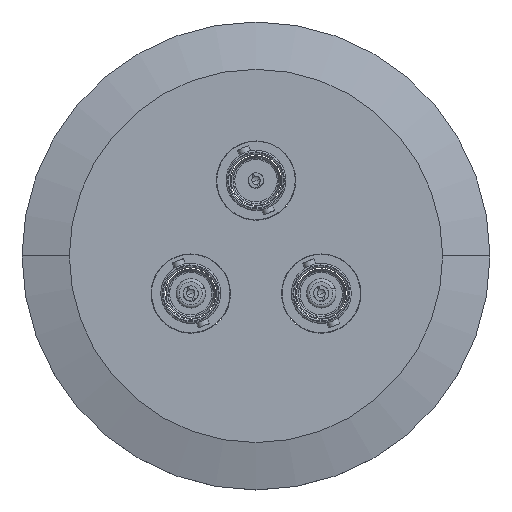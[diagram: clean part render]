
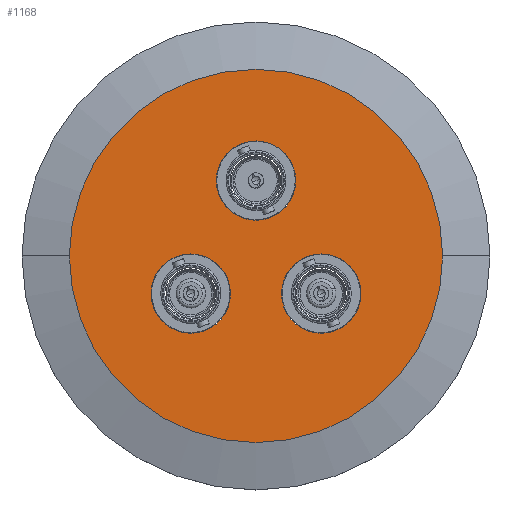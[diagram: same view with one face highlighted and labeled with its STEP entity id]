
A CAD part, top view. The second image highlights one B-rep face of the part: STEP entity #1168.
In plain terms, the highlighted planar face has unit normal (0, 0, 1).
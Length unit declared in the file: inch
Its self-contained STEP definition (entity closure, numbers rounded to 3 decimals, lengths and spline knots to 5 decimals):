
#204 = CARTESIAN_POINT ( 'NONE',  ( 0., 0., 0.1 ) ) ;
#205 = DIRECTION ( 'NONE',  ( 0., 0., -1. ) ) ;
#206 = DIRECTION ( 'NONE',  ( -1., 0., 0. ) ) ;
#429 = EDGE_CURVE ( 'NONE', #2567, #4712, #3566, .T. ) ;
#437 = EDGE_CURVE ( 'NONE', #2646, #4664, #3586, .T. ) ;
#447 = EDGE_CURVE ( 'NONE', #4543, #2714, #3575, .T. ) ;
#451 = EDGE_CURVE ( 'NONE', #2601, #2615, #3533, .T. ) ;
#452 = EDGE_CURVE ( 'NONE', #2714, #4543, #3513, .T. ) ;
#458 = EDGE_CURVE ( 'NONE', #4664, #2646, #3502, .T. ) ;
#465 = EDGE_CURVE ( 'NONE', #4712, #2567, #3583, .T. ) ;
#717 = CARTESIAN_POINT ( 'NONE',  ( 0., 0.475, 0.1 ) ) ;
#718 = DIRECTION ( 'NONE',  ( 0., 0., -1. ) ) ;
#719 = DIRECTION ( 'NONE',  ( -1., 0., 0. ) ) ;
#727 = CARTESIAN_POINT ( 'NONE',  ( 0., 0., 0.1 ) ) ;
#728 = DIRECTION ( 'NONE',  ( 0., 0., -1. ) ) ;
#729 = DIRECTION ( 'NONE',  ( -1., 0., 0. ) ) ;
#730 = CARTESIAN_POINT ( 'NONE',  ( 0., 0.475, 0.1 ) ) ;
#731 = DIRECTION ( 'NONE',  ( 0., 0., -1. ) ) ;
#732 = DIRECTION ( 'NONE',  ( -1., 0., 0. ) ) ;
#748 = CARTESIAN_POINT ( 'NONE',  ( 0.41136, -0.2375, 0.1 ) ) ;
#749 = DIRECTION ( 'NONE',  ( 0., 0., -1. ) ) ;
#750 = DIRECTION ( 'NONE',  ( -1., 0., 0. ) ) ;
#771 = CARTESIAN_POINT ( 'NONE',  ( -0.41136, -0.2375, 0.1 ) ) ;
#772 = DIRECTION ( 'NONE',  ( 0., 0., -1. ) ) ;
#773 = DIRECTION ( 'NONE',  ( -1., 0., 0. ) ) ;
#965 = EDGE_CURVE ( 'NONE', #2615, #2601, #5064, .T. ) ;
#1168 = ADVANCED_FACE ( 'NONE', ( #3098, #3102, #3104, #3105 ), #3106, .F. ) ;
#1539 = CARTESIAN_POINT ( 'NONE',  ( 0.25, 0.475, 0.1 ) ) ;
#1591 = CARTESIAN_POINT ( 'NONE',  ( 0.16136, -0.2375, 0.1 ) ) ;
#1608 = CARTESIAN_POINT ( 'NONE',  ( -0.66136, -0.2375, 0.1 ) ) ;
#2159 = CARTESIAN_POINT ( 'NONE',  ( 0.66136, -0.2375, 0.1 ) ) ;
#2213 = CARTESIAN_POINT ( 'NONE',  ( -0.25, 0.475, 0.1 ) ) ;
#2567 = VERTEX_POINT ( 'NONE', #3309 ) ;
#2601 = VERTEX_POINT ( 'NONE', #3332 ) ;
#2615 = VERTEX_POINT ( 'NONE', #3343 ) ;
#2646 = VERTEX_POINT ( 'NONE', #2159 ) ;
#2714 = VERTEX_POINT ( 'NONE', #2213 ) ;
#2813 = AXIS2_PLACEMENT_3D ( 'NONE', #3101, #3097, #3107 ) ;
#2949 = EDGE_LOOP ( 'NONE', ( #4197, #4145 ) ) ;
#3008 = EDGE_LOOP ( 'NONE', ( #4051, #5129 ) ) ;
#3097 = DIRECTION ( 'NONE',  ( 0., 0., -1. ) ) ;
#3098 = FACE_BOUND ( 'NONE', #3008, .T. ) ;
#3101 = CARTESIAN_POINT ( 'NONE',  ( 0., 0., 0.1 ) ) ;
#3102 = FACE_BOUND ( 'NONE', #2949, .T. ) ;
#3104 = FACE_BOUND ( 'NONE', #4270, .T. ) ;
#3105 = FACE_OUTER_BOUND ( 'NONE', #4353, .T. ) ;
#3106 = PLANE ( 'NONE',  #2813 ) ;
#3107 = DIRECTION ( 'NONE',  ( -1., 0., 0. ) ) ;
#3309 = CARTESIAN_POINT ( 'NONE',  ( -0.16136, -0.2375, 0.1 ) ) ;
#3332 = CARTESIAN_POINT ( 'NONE',  ( -1.17644, 0., 0.1 ) ) ;
#3343 = CARTESIAN_POINT ( 'NONE',  ( 1.17644, 0., 0.1 ) ) ;
#3483 = AXIS2_PLACEMENT_3D ( 'NONE', #727, #728, #729 ) ;
#3490 = AXIS2_PLACEMENT_3D ( 'NONE', #748, #749, #750 ) ;
#3502 = CIRCLE ( 'NONE', #3490, 0.25 ) ;
#3504 = AXIS2_PLACEMENT_3D ( 'NONE', #771, #772, #773 ) ;
#3513 = CIRCLE ( 'NONE', #3631, 0.25 ) ;
#3533 = CIRCLE ( 'NONE', #3483, 1.17644 ) ;
#3548 = AXIS2_PLACEMENT_3D ( 'NONE', #5188, #5186, #5187 ) ;
#3566 = CIRCLE ( 'NONE', #3580, 0.25 ) ;
#3575 = CIRCLE ( 'NONE', #3714, 0.25 ) ;
#3580 = AXIS2_PLACEMENT_3D ( 'NONE', #5199, #5195, #5198 ) ;
#3583 = CIRCLE ( 'NONE', #3504, 0.25 ) ;
#3586 = CIRCLE ( 'NONE', #3548, 0.25 ) ;
#3631 = AXIS2_PLACEMENT_3D ( 'NONE', #730, #731, #732 ) ;
#3714 = AXIS2_PLACEMENT_3D ( 'NONE', #717, #718, #719 ) ;
#4051 = ORIENTED_EDGE ( 'NONE', *, *, #458, .T. ) ;
#4090 = ORIENTED_EDGE ( 'NONE', *, *, #447, .T. ) ;
#4093 = ORIENTED_EDGE ( 'NONE', *, *, #965, .F. ) ;
#4096 = ORIENTED_EDGE ( 'NONE', *, *, #451, .F. ) ;
#4118 = ORIENTED_EDGE ( 'NONE', *, *, #452, .T. ) ;
#4145 = ORIENTED_EDGE ( 'NONE', *, *, #429, .T. ) ;
#4197 = ORIENTED_EDGE ( 'NONE', *, *, #465, .T. ) ;
#4270 = EDGE_LOOP ( 'NONE', ( #4118, #4090 ) ) ;
#4353 = EDGE_LOOP ( 'NONE', ( #4096, #4093 ) ) ;
#4543 = VERTEX_POINT ( 'NONE', #1539 ) ;
#4664 = VERTEX_POINT ( 'NONE', #1591 ) ;
#4712 = VERTEX_POINT ( 'NONE', #1608 ) ;
#5044 = AXIS2_PLACEMENT_3D ( 'NONE', #204, #205, #206 ) ;
#5064 = CIRCLE ( 'NONE', #5044, 1.17644 ) ;
#5129 = ORIENTED_EDGE ( 'NONE', *, *, #437, .T. ) ;
#5186 = DIRECTION ( 'NONE',  ( 0., 0., -1. ) ) ;
#5187 = DIRECTION ( 'NONE',  ( -1., 0., 0. ) ) ;
#5188 = CARTESIAN_POINT ( 'NONE',  ( 0.41136, -0.2375, 0.1 ) ) ;
#5195 = DIRECTION ( 'NONE',  ( 0., 0., -1. ) ) ;
#5198 = DIRECTION ( 'NONE',  ( -1., 0., 0. ) ) ;
#5199 = CARTESIAN_POINT ( 'NONE',  ( -0.41136, -0.2375, 0.1 ) ) ;
